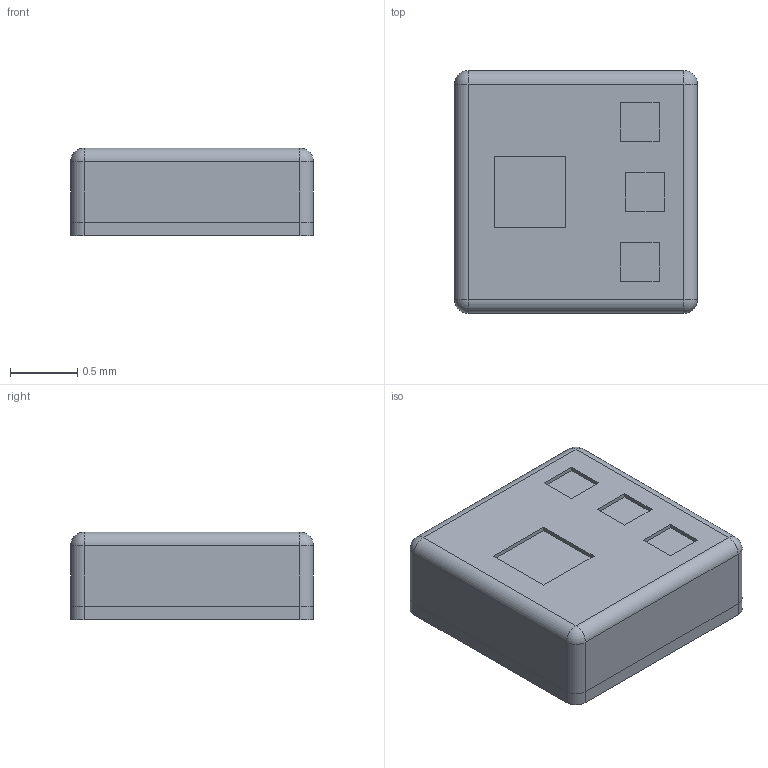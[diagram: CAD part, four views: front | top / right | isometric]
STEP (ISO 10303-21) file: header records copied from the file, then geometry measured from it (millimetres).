
FILE_DESCRIPTION(('FreeCAD Model'),'2;1');
FILE_NAME('Open CASCADE Shape Model','2021-07-19T20:00:42',(''),(''), 'Open CASCADE STEP processor 7.5','FreeCAD','Unknown');
FILE_SCHEMA(('AUTOMOTIVE_DESIGN { 1 0 10303 214 1 1 1 1 }'));
Length unit declared in the file: millimetre
Products named in the file (4): Unnamed; Pad002; Fillet; Fillet001
Assembly tree (3 placements, depth 2):
  Unnamed
    Pad002
    Fillet
    Fillet001
Bounding box: 1.8 x 1.8 x 0.65 mm (x, y, z)
Volume: 2.1 mm3; surface area: 19.5 mm2
Topology: 6 solids, 6 shells, 72 faces, 160 edges, 100 vertices
Faces by surface type: plane 56, cylinder 12, sphere 4
Entity records: 4079 total; most frequent: CARTESIAN_POINT 708, DIRECTION 620, LINE 416, VECTOR 416, ORIENTED_EDGE 312, PCURVE 312, DEFINITIONAL_REPRESENTATION 312, EDGE_CURVE 156
